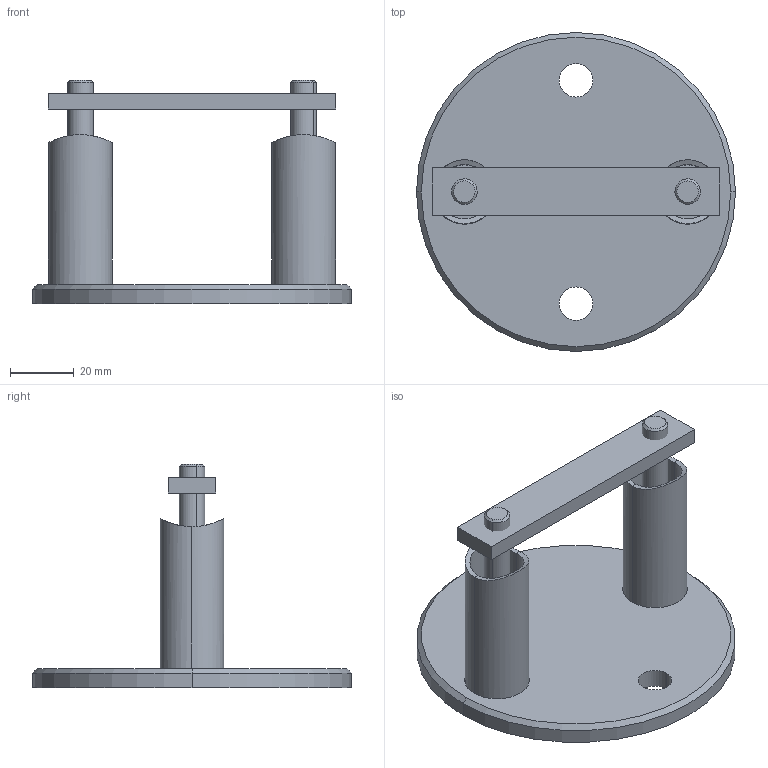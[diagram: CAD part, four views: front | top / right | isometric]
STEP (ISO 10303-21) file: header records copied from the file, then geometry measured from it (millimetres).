
FILE_DESCRIPTION (( 'STEP AP203' ), '1' );
FILE_NAME ('A6_021-6-A.STEP', '2019-01-08T12:33:06', ( '' ), ( '' ), 'SwSTEP 2.0', 'SolidWorks 2018', '' );
FILE_SCHEMA (( 'CONFIG_CONTROL_DESIGN' ));
Length unit declared in the file: millimetre
Products named in the file (5): Skrutka DIN 7991 ZINK._Skrutka M 8x 70; A6_021-6-A.P1; A6_021-6-A.P3; A6_021-6-A; A6_021-6-A.P2
Assembly tree (6 placements, depth 2):
  A6_021-6-A
    A6_021-6-A.P1
    A6_021-6-A.P3  x2
    A6_021-6-A.P2
    Skrutka DIN 7991 ZINK._Skrutka M 8x 70  x2
Bounding box: 100 x 100 x 70 mm (x, y, z)
Volume: 65912.1 mm3; surface area: 36659.6 mm2
Topology: 6 solids, 6 shells, 82 faces, 178 edges, 110 vertices
Faces by surface type: cylinder 38, plane 30, cone 14
Entity records: 2400 total; most frequent: CARTESIAN_POINT 468, DIRECTION 314, ORIENTED_EDGE 256, EDGE_CURVE 128, AXIS2_PLACEMENT_3D 123, VERTEX_POINT 80, EDGE_LOOP 74, VECTOR 68
